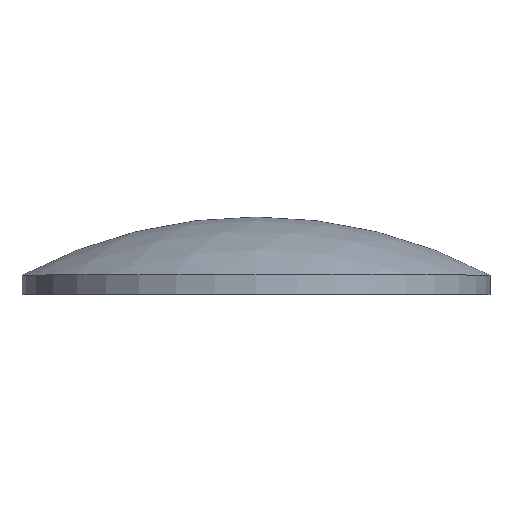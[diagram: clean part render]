
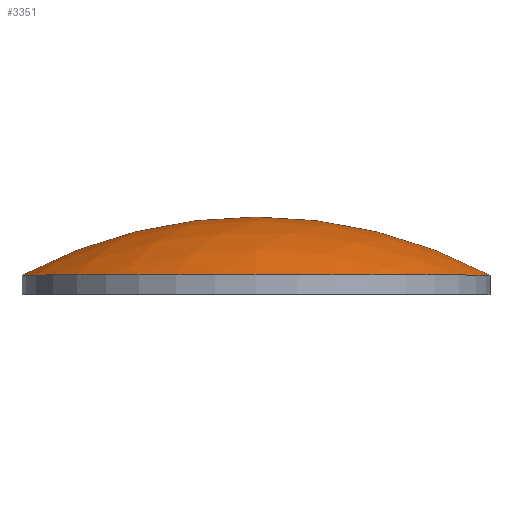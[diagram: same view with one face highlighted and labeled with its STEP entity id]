
A CAD part, top view. The second image highlights one B-rep face of the part: STEP entity #3351.
In plain terms, the highlighted spherical face has radius 51.602 mm.
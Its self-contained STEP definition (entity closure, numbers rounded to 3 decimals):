
#35 = AXIS2_PLACEMENT_3D ( 'NONE', #4941, #8598, #7816 ) ;
#369 = VERTEX_POINT ( 'NONE', #478 ) ;
#478 = CARTESIAN_POINT ( 'NONE',  ( 24.15, 2., 0. ) ) ;
#1015 = ORIENTED_EDGE ( 'NONE', *, *, #3237, .F. ) ;
#1146 = CARTESIAN_POINT ( 'NONE',  ( 0., -43.602, 0. ) ) ;
#2403 = SPHERICAL_SURFACE ( 'NONE', #35, 51.602 ) ;
#2417 = FACE_OUTER_BOUND ( 'NONE', #4785, .T. ) ;
#2990 = CIRCLE ( 'NONE', #9646, 24.15 ) ;
#3237 = EDGE_CURVE ( 'NONE', #369, #10146, #2990, .T. ) ;
#3351 = ADVANCED_FACE ( 'NONE', ( #2417 ), #2403, .T. ) ;
#3432 = ORIENTED_EDGE ( 'NONE', *, *, #6913, .T. ) ;
#3928 = CARTESIAN_POINT ( 'NONE',  ( 0., 2., 0. ) ) ;
#3980 = DIRECTION ( 'NONE',  ( 1., 0., 0. ) ) ;
#4601 = CARTESIAN_POINT ( 'NONE',  ( -24.15, 2., 0. ) ) ;
#4686 = DIRECTION ( 'NONE',  ( 1., 0., 0. ) ) ;
#4785 = EDGE_LOOP ( 'NONE', ( #6629, #3432, #1015 ) ) ;
#4868 = DIRECTION ( 'NONE',  ( 0., 0., 1. ) ) ;
#4941 = CARTESIAN_POINT ( 'NONE',  ( 0., -43.602, 0. ) ) ;
#4956 = VERTEX_POINT ( 'NONE', #7592 ) ;
#5218 = EDGE_CURVE ( 'NONE', #4956, #369, #9948, .T. ) ;
#6492 = AXIS2_PLACEMENT_3D ( 'NONE', #1146, #4868, #3980 ) ;
#6574 = DIRECTION ( 'NONE',  ( -1., 0., 0. ) ) ;
#6629 = ORIENTED_EDGE ( 'NONE', *, *, #5218, .F. ) ;
#6913 = EDGE_CURVE ( 'NONE', #4956, #10146, #8502, .T. ) ;
#7544 = DIRECTION ( 'NONE',  ( 0., 0., -1. ) ) ;
#7579 = DIRECTION ( 'NONE',  ( 0., -1., 0. ) ) ;
#7592 = CARTESIAN_POINT ( 'NONE',  ( 0., 8., 0. ) ) ;
#7816 = DIRECTION ( 'NONE',  ( 1., 0., 0. ) ) ;
#8114 = AXIS2_PLACEMENT_3D ( 'NONE', #10315, #7544, #6574 ) ;
#8502 = CIRCLE ( 'NONE', #6492, 51.602 ) ;
#8598 = DIRECTION ( 'NONE',  ( 0., 0., 1. ) ) ;
#9646 = AXIS2_PLACEMENT_3D ( 'NONE', #3928, #7579, #4686 ) ;
#9948 = CIRCLE ( 'NONE', #8114, 51.602 ) ;
#10146 = VERTEX_POINT ( 'NONE', #4601 ) ;
#10315 = CARTESIAN_POINT ( 'NONE',  ( 0., -43.602, 0. ) ) ;
